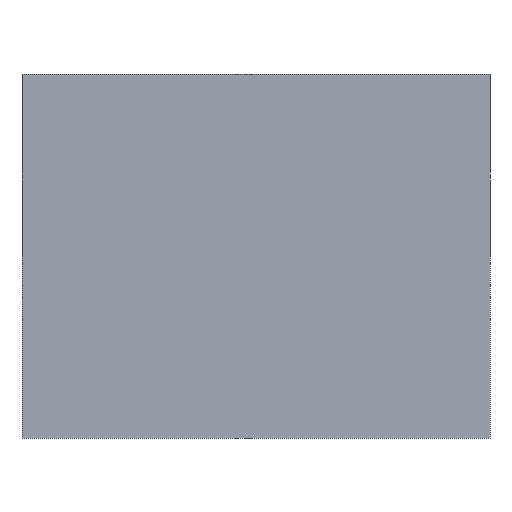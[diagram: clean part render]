
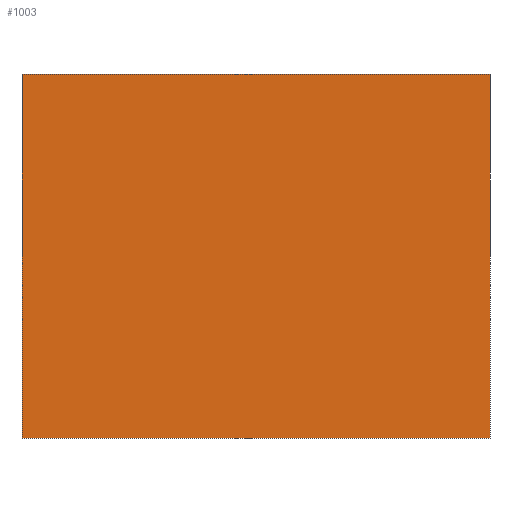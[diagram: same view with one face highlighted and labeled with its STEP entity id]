
A CAD part, front view. The second image highlights one B-rep face of the part: STEP entity #1003.
In plain terms, the highlighted planar face has unit normal (0, -1, 0).
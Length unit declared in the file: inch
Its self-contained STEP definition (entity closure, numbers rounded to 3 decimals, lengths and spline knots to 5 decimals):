
#449 = ORIENTED_EDGE ( 'NONE', *, *, #7844, .T. ) ;
#616 = CARTESIAN_POINT ( 'NONE',  ( 1.125, -0.44, -0.875 ) ) ;
#742 = DIRECTION ( 'NONE',  ( 1., 0., 0. ) ) ;
#962 = LINE ( 'NONE', #2852, #6759 ) ;
#1003 = ADVANCED_FACE ( 'NONE', ( #1277 ), #5733, .T. ) ;
#1251 = LINE ( 'NONE', #616, #3347 ) ;
#1277 = FACE_OUTER_BOUND ( 'NONE', #2416, .T. ) ;
#1365 = VECTOR ( 'NONE', #742, 39.37008 ) ;
#1381 = LINE ( 'NONE', #3927, #1365 ) ;
#1870 = DIRECTION ( 'NONE',  ( 0., 0., -1. ) ) ;
#1941 = VERTEX_POINT ( 'NONE', #5427 ) ;
#2114 = LINE ( 'NONE', #6604, #6907 ) ;
#2319 = EDGE_CURVE ( 'NONE', #8164, #1941, #962, .T. ) ;
#2416 = EDGE_LOOP ( 'NONE', ( #4011, #5126, #7881, #449 ) ) ;
#2852 = CARTESIAN_POINT ( 'NONE',  ( -1.125, -0.44, -0.875 ) ) ;
#3097 = EDGE_CURVE ( 'NONE', #8164, #3706, #1381, .T. ) ;
#3347 = VECTOR ( 'NONE', #4500, 39.37008 ) ;
#3706 = VERTEX_POINT ( 'NONE', #7141 ) ;
#3927 = CARTESIAN_POINT ( 'NONE',  ( -1.125, -0.44, -0.875 ) ) ;
#4011 = ORIENTED_EDGE ( 'NONE', *, *, #5856, .F. ) ;
#4500 = DIRECTION ( 'NONE',  ( 0., 0., 1. ) ) ;
#4581 = CARTESIAN_POINT ( 'NONE',  ( -1.125, -0.44, -0.875 ) ) ;
#5126 = ORIENTED_EDGE ( 'NONE', *, *, #2319, .F. ) ;
#5215 = AXIS2_PLACEMENT_3D ( 'NONE', #4581, #7009, #1870 ) ;
#5378 = DIRECTION ( 'NONE',  ( 0., 0., 1. ) ) ;
#5427 = CARTESIAN_POINT ( 'NONE',  ( -1.125, -0.44, 0.875 ) ) ;
#5733 = PLANE ( 'NONE',  #5215 ) ;
#5856 = EDGE_CURVE ( 'NONE', #1941, #5950, #2114, .T. ) ;
#5950 = VERTEX_POINT ( 'NONE', #6856 ) ;
#6513 = DIRECTION ( 'NONE',  ( 1., 0., 0. ) ) ;
#6604 = CARTESIAN_POINT ( 'NONE',  ( -1.125, -0.44, 0.875 ) ) ;
#6759 = VECTOR ( 'NONE', #5378, 39.37008 ) ;
#6856 = CARTESIAN_POINT ( 'NONE',  ( 1.125, -0.44, 0.875 ) ) ;
#6907 = VECTOR ( 'NONE', #6513, 39.37008 ) ;
#7009 = DIRECTION ( 'NONE',  ( 0., -1., 0. ) ) ;
#7141 = CARTESIAN_POINT ( 'NONE',  ( 1.125, -0.44, -0.875 ) ) ;
#7434 = CARTESIAN_POINT ( 'NONE',  ( -1.125, -0.44, -0.875 ) ) ;
#7844 = EDGE_CURVE ( 'NONE', #3706, #5950, #1251, .T. ) ;
#7881 = ORIENTED_EDGE ( 'NONE', *, *, #3097, .T. ) ;
#8164 = VERTEX_POINT ( 'NONE', #7434 ) ;
